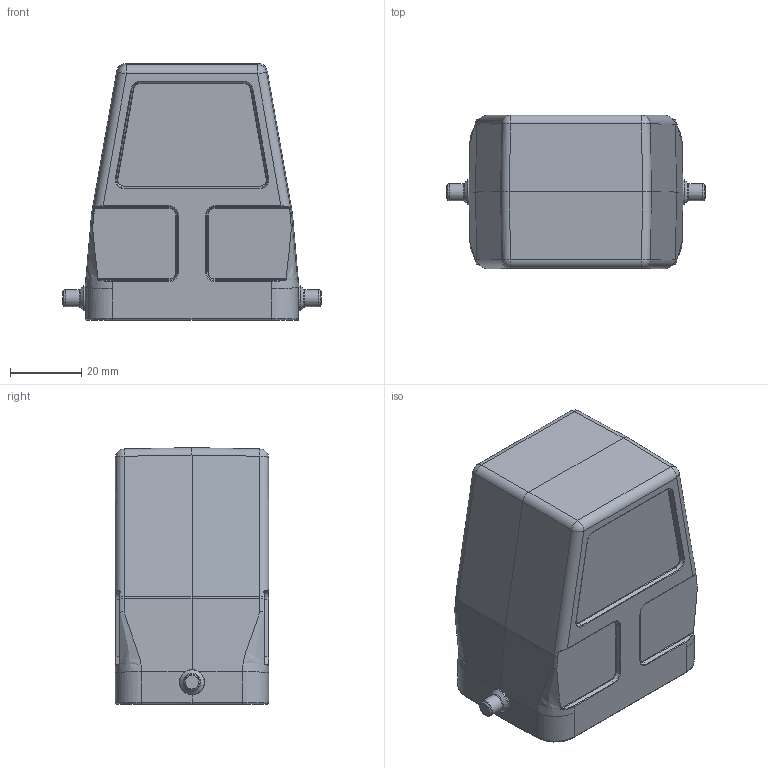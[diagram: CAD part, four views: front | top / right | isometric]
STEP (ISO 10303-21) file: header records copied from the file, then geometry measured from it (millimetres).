
FILE_DESCRIPTION(/* description */ (''),/* implementation_level */ '2;1');
FILE_NAME(/* name */ '100095234ugm000_c.stp',/* time_stamp */ '2017-11-06T09:35:50+01:00',/* author */ (''),/* organization */ (''),/* preprocessor_version */ 'ST-DEVELOPER v16',/* originating_system */ 'SIEMENS PLM Software NX 10.0',/* authorisation */ '');
FILE_SCHEMA (('AUTOMOTIVE_DESIGN { 1 0 10303 214 3 1 1 1 }'));
Length unit declared in the file: millimetre
Products named in the file (1): 100095234ugm000_c
Bounding box: 72.6 x 43 x 72 mm (x, y, z)
Volume: 51849.1 mm3; surface area: 28685.3 mm2
Topology: 1 solids, 1 shells, 439 faces, 1106 edges, 681 vertices
Faces by surface type: plane 158, cylinder 121, bspline 78, torus 46, cone 32, sphere 4
Full cylindrical faces by diameter (mm): 2.74 x4, 4 x2, 4.8 x2, 7 x2
Entity records: 16591 total; most frequent: CARTESIAN_POINT 5817, ORIENTED_EDGE 2026, DIRECTION 1983, EDGE_CURVE 1013, AXIS2_PLACEMENT_3D 742, VERTEX_POINT 625, LINE 499, VECTOR 499
